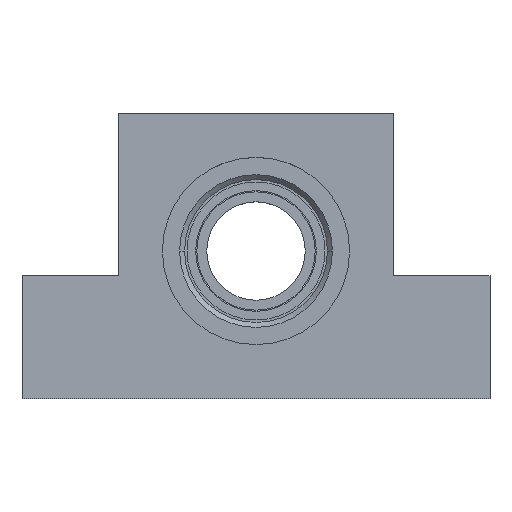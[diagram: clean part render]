
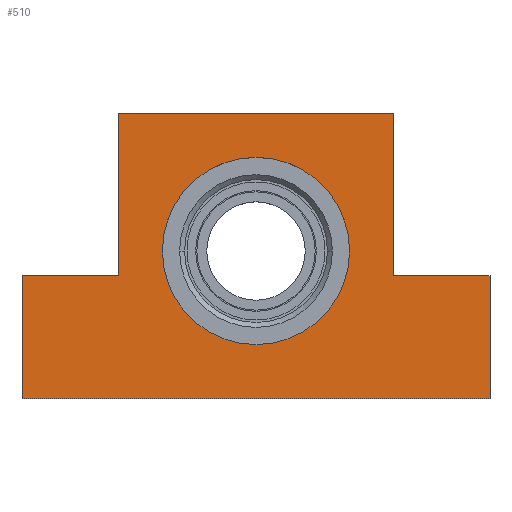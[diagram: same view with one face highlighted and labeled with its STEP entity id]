
A CAD part, top view. The second image highlights one B-rep face of the part: STEP entity #510.
In plain terms, the highlighted planar face has unit normal (0, 0, 1).
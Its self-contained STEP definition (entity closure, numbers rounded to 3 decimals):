
#31 = DIRECTION ( 'NONE',  ( 0., 0., 1. ) ) ;
#59 = ORIENTED_EDGE ( 'NONE', *, *, #81, .T. ) ;
#81 = EDGE_CURVE ( 'NONE', #762, #1184, #825, .T. ) ;
#114 = EDGE_LOOP ( 'NONE', ( #562, #805 ) ) ;
#115 = CARTESIAN_POINT ( 'NONE',  ( -28., 58., 13. ) ) ;
#121 = EDGE_CURVE ( 'NONE', #639, #1245, #233, .T. ) ;
#145 = VERTEX_POINT ( 'NONE', #539 ) ;
#161 = CARTESIAN_POINT ( 'NONE',  ( -47.5, 0., 13. ) ) ;
#168 = DIRECTION ( 'NONE',  ( -1., 0., 0. ) ) ;
#202 = CARTESIAN_POINT ( 'NONE',  ( -28., 25., 13. ) ) ;
#222 = CIRCLE ( 'NONE', #394, 19. ) ;
#223 = ORIENTED_EDGE ( 'NONE', *, *, #882, .T. ) ;
#233 = LINE ( 'NONE', #1281, #1257 ) ;
#249 = CARTESIAN_POINT ( 'NONE',  ( 28., 25., 13. ) ) ;
#255 = CARTESIAN_POINT ( 'NONE',  ( -47.5, 0., 13. ) ) ;
#294 = VECTOR ( 'NONE', #573, 1000. ) ;
#313 = CIRCLE ( 'NONE', #374, 19. ) ;
#316 = CARTESIAN_POINT ( 'NONE',  ( -28., 25., 13. ) ) ;
#346 = VECTOR ( 'NONE', #1163, 1000. ) ;
#358 = LINE ( 'NONE', #980, #601 ) ;
#368 = LINE ( 'NONE', #673, #1244 ) ;
#373 = VERTEX_POINT ( 'NONE', #818 ) ;
#374 = AXIS2_PLACEMENT_3D ( 'NONE', #974, #459, #982 ) ;
#394 = AXIS2_PLACEMENT_3D ( 'NONE', #624, #545, #612 ) ;
#440 = CARTESIAN_POINT ( 'NONE',  ( 28., 58., 13. ) ) ;
#458 = ORIENTED_EDGE ( 'NONE', *, *, #700, .T. ) ;
#459 = DIRECTION ( 'NONE',  ( 0., 0., 1. ) ) ;
#481 = CARTESIAN_POINT ( 'NONE',  ( -47.5, 25., 13. ) ) ;
#485 = DIRECTION ( 'NONE',  ( -1., 0., 0. ) ) ;
#494 = EDGE_CURVE ( 'NONE', #513, #762, #739, .T. ) ;
#510 = ADVANCED_FACE ( 'NONE', ( #636, #1159 ), #844, .T. ) ;
#513 = VERTEX_POINT ( 'NONE', #115 ) ;
#518 = ORIENTED_EDGE ( 'NONE', *, *, #494, .T. ) ;
#519 = AXIS2_PLACEMENT_3D ( 'NONE', #524, #31, #935 ) ;
#524 = CARTESIAN_POINT ( 'NONE',  ( 0., 0., 13. ) ) ;
#539 = CARTESIAN_POINT ( 'NONE',  ( 47.5, 0., 13. ) ) ;
#545 = DIRECTION ( 'NONE',  ( 0., 0., 1. ) ) ;
#547 = EDGE_CURVE ( 'NONE', #1043, #145, #940, .T. ) ;
#550 = DIRECTION ( 'NONE',  ( 0., 1., 0. ) ) ;
#552 = VECTOR ( 'NONE', #722, 1000. ) ;
#557 = LINE ( 'NONE', #161, #294 ) ;
#562 = ORIENTED_EDGE ( 'NONE', *, *, #972, .F. ) ;
#573 = DIRECTION ( 'NONE',  ( 0., -1., 0. ) ) ;
#601 = VECTOR ( 'NONE', #485, 1000. ) ;
#612 = DIRECTION ( 'NONE',  ( 1., 0., 0. ) ) ;
#624 = CARTESIAN_POINT ( 'NONE',  ( 0., 30., 13. ) ) ;
#627 = CARTESIAN_POINT ( 'NONE',  ( -28., 25., 13. ) ) ;
#636 = FACE_BOUND ( 'NONE', #114, .T. ) ;
#639 = VERTEX_POINT ( 'NONE', #249 ) ;
#673 = CARTESIAN_POINT ( 'NONE',  ( 28., 58., 13. ) ) ;
#700 = EDGE_CURVE ( 'NONE', #1184, #1043, #557, .T. ) ;
#712 = EDGE_CURVE ( 'NONE', #373, #847, #313, .T. ) ;
#722 = DIRECTION ( 'NONE',  ( -1., 0., 0. ) ) ;
#725 = EDGE_CURVE ( 'NONE', #1245, #513, #368, .T. ) ;
#732 = DIRECTION ( 'NONE',  ( 1., 0., 0. ) ) ;
#739 = LINE ( 'NONE', #627, #346 ) ;
#747 = DIRECTION ( 'NONE',  ( 0., 1., 0. ) ) ;
#750 = ORIENTED_EDGE ( 'NONE', *, *, #121, .T. ) ;
#751 = CARTESIAN_POINT ( 'NONE',  ( -47.5, 0., 13. ) ) ;
#762 = VERTEX_POINT ( 'NONE', #202 ) ;
#797 = VERTEX_POINT ( 'NONE', #1118 ) ;
#805 = ORIENTED_EDGE ( 'NONE', *, *, #712, .F. ) ;
#818 = CARTESIAN_POINT ( 'NONE',  ( -19., 30., 13. ) ) ;
#825 = LINE ( 'NONE', #316, #552 ) ;
#842 = VECTOR ( 'NONE', #732, 1000. ) ;
#844 = PLANE ( 'NONE',  #519 ) ;
#847 = VERTEX_POINT ( 'NONE', #1290 ) ;
#856 = CARTESIAN_POINT ( 'NONE',  ( 47.5, 0., 13. ) ) ;
#882 = EDGE_CURVE ( 'NONE', #797, #639, #358, .T. ) ;
#908 = ORIENTED_EDGE ( 'NONE', *, *, #1108, .T. ) ;
#935 = DIRECTION ( 'NONE',  ( 1., 0., 0. ) ) ;
#940 = LINE ( 'NONE', #751, #842 ) ;
#972 = EDGE_CURVE ( 'NONE', #847, #373, #222, .T. ) ;
#974 = CARTESIAN_POINT ( 'NONE',  ( 0., 30., 13. ) ) ;
#980 = CARTESIAN_POINT ( 'NONE',  ( 28., 25., 13. ) ) ;
#982 = DIRECTION ( 'NONE',  ( 1., 0., 0. ) ) ;
#1013 = ORIENTED_EDGE ( 'NONE', *, *, #547, .T. ) ;
#1043 = VERTEX_POINT ( 'NONE', #255 ) ;
#1108 = EDGE_CURVE ( 'NONE', #145, #797, #1182, .T. ) ;
#1118 = CARTESIAN_POINT ( 'NONE',  ( 47.5, 25., 13. ) ) ;
#1159 = FACE_OUTER_BOUND ( 'NONE', #1321, .T. ) ;
#1163 = DIRECTION ( 'NONE',  ( 0., -1., 0. ) ) ;
#1164 = ORIENTED_EDGE ( 'NONE', *, *, #725, .T. ) ;
#1182 = LINE ( 'NONE', #856, #1214 ) ;
#1184 = VERTEX_POINT ( 'NONE', #481 ) ;
#1214 = VECTOR ( 'NONE', #550, 1000. ) ;
#1244 = VECTOR ( 'NONE', #168, 1000. ) ;
#1245 = VERTEX_POINT ( 'NONE', #440 ) ;
#1257 = VECTOR ( 'NONE', #747, 1000. ) ;
#1281 = CARTESIAN_POINT ( 'NONE',  ( 28., 25., 13. ) ) ;
#1290 = CARTESIAN_POINT ( 'NONE',  ( 19., 30., 13. ) ) ;
#1321 = EDGE_LOOP ( 'NONE', ( #458, #1013, #908, #223, #750, #1164, #518, #59 ) ) ;
